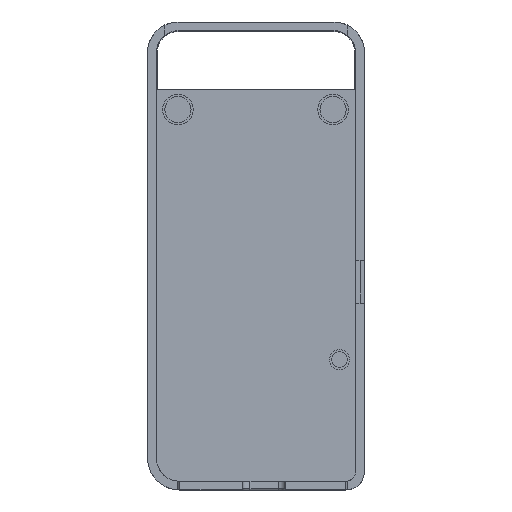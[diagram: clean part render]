
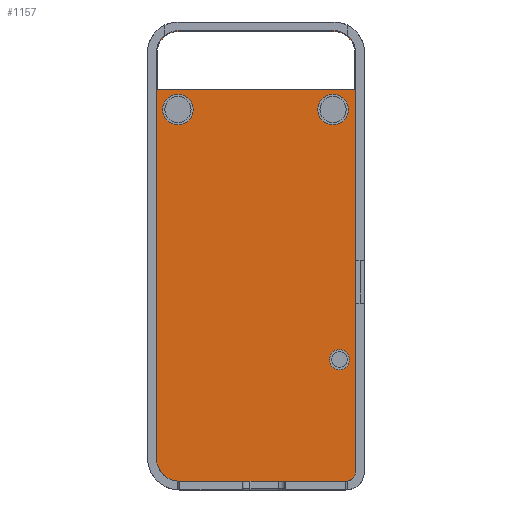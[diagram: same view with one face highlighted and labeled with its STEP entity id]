
A CAD part, top view. The second image highlights one B-rep face of the part: STEP entity #1157.
In plain terms, the highlighted planar face has unit normal (0, 0, 1).
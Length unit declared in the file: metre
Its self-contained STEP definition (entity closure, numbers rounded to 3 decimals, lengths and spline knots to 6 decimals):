
#57=CIRCLE('',#1242,0.005);
#59=CIRCLE('',#1246,0.005387);
#62=CIRCLE('',#1252,0.002283);
#63=CIRCLE('',#1256,0.005);
#64=CIRCLE('',#1258,0.0048);
#65=CIRCLE('',#1259,0.0048);
#66=CIRCLE('',#1260,0.0023);
#67=CIRCLE('',#1261,0.0035);
#68=CIRCLE('',#1262,0.0035);
#174=ORIENTED_EDGE('',*,*,#498,.F.);
#175=ORIENTED_EDGE('',*,*,#499,.F.);
#176=ORIENTED_EDGE('',*,*,#500,.F.);
#177=ORIENTED_EDGE('',*,*,#501,.F.);
#178=ORIENTED_EDGE('',*,*,#502,.F.);
#179=ORIENTED_EDGE('',*,*,#503,.F.);
#180=ORIENTED_EDGE('',*,*,#504,.F.);
#181=ORIENTED_EDGE('',*,*,#505,.F.);
#182=ORIENTED_EDGE('',*,*,#506,.F.);
#183=ORIENTED_EDGE('',*,*,#466,.F.);
#184=ORIENTED_EDGE('',*,*,#474,.F.);
#185=ORIENTED_EDGE('',*,*,#459,.F.);
#186=ORIENTED_EDGE('',*,*,#478,.F.);
#187=ORIENTED_EDGE('',*,*,#487,.F.);
#188=ORIENTED_EDGE('',*,*,#490,.F.);
#189=ORIENTED_EDGE('',*,*,#494,.F.);
#190=ORIENTED_EDGE('',*,*,#497,.F.);
#459=EDGE_CURVE('',#627,#625,#735,.T.);
#466=EDGE_CURVE('',#634,#635,#742,.T.);
#474=EDGE_CURVE('',#625,#634,#57,.T.);
#478=EDGE_CURVE('',#643,#627,#59,.T.);
#487=EDGE_CURVE('',#651,#643,#755,.F.);
#490=EDGE_CURVE('',#652,#651,#62,.F.);
#494=EDGE_CURVE('',#655,#652,#760,.T.);
#497=EDGE_CURVE('',#635,#655,#63,.T.);
#498=EDGE_CURVE('',#656,#657,#762,.T.);
#499=EDGE_CURVE('',#658,#656,#64,.T.);
#500=EDGE_CURVE('',#659,#658,#763,.T.);
#501=EDGE_CURVE('',#660,#659,#65,.T.);
#502=EDGE_CURVE('',#661,#660,#764,.T.);
#503=EDGE_CURVE('',#657,#661,#765,.T.);
#504=EDGE_CURVE('',#662,#662,#66,.F.);
#505=EDGE_CURVE('',#663,#663,#67,.F.);
#506=EDGE_CURVE('',#664,#664,#68,.F.);
#625=VERTEX_POINT('',#1775);
#627=VERTEX_POINT('',#1779);
#634=VERTEX_POINT('',#1794);
#635=VERTEX_POINT('',#1796);
#643=VERTEX_POINT('',#1818);
#651=VERTEX_POINT('',#1836);
#652=VERTEX_POINT('',#1841);
#655=VERTEX_POINT('',#1849);
#656=VERTEX_POINT('',#1857);
#657=VERTEX_POINT('',#1858);
#658=VERTEX_POINT('',#1860);
#659=VERTEX_POINT('',#1862);
#660=VERTEX_POINT('',#1864);
#661=VERTEX_POINT('',#1866);
#662=VERTEX_POINT('',#1869);
#663=VERTEX_POINT('',#1871);
#664=VERTEX_POINT('',#1873);
#735=LINE('',#1780,#841);
#742=LINE('',#1795,#848);
#755=LINE('',#1837,#861);
#760=LINE('',#1850,#866);
#762=LINE('',#1856,#868);
#763=LINE('',#1861,#869);
#764=LINE('',#1865,#870);
#765=LINE('',#1867,#871);
#841=VECTOR('',#1395,1.);
#848=VECTOR('',#1404,1.);
#861=VECTOR('',#1441,1.);
#866=VECTOR('',#1454,1.);
#868=VECTOR('',#1464,1.);
#869=VECTOR('',#1467,1.);
#870=VECTOR('',#1470,1.);
#871=VECTOR('',#1471,1.);
#945=EDGE_LOOP('',(#174,#175,#176,#177,#178,#179));
#946=EDGE_LOOP('',(#180));
#947=EDGE_LOOP('',(#181));
#948=EDGE_LOOP('',(#182));
#949=EDGE_LOOP('',(#183,#184,#185,#186,#187,#188,#189,#190));
#1031=FACE_BOUND('',#945,.T.);
#1032=FACE_BOUND('',#946,.T.);
#1033=FACE_BOUND('',#947,.T.);
#1034=FACE_BOUND('',#948,.T.);
#1035=FACE_BOUND('',#949,.T.);
#1112=PLANE('',#1257);
#1157=ADVANCED_FACE('',(#1031,#1032,#1033,#1034,#1035),#1112,.F.);
#1242=AXIS2_PLACEMENT_3D('',#1811,#1418,#1419);
#1246=AXIS2_PLACEMENT_3D('',#1819,#1427,#1428);
#1252=AXIS2_PLACEMENT_3D('',#1842,#1447,#1448);
#1256=AXIS2_PLACEMENT_3D('',#1854,#1460,#1461);
#1257=AXIS2_PLACEMENT_3D('',#1855,#1462,#1463);
#1258=AXIS2_PLACEMENT_3D('',#1859,#1465,#1466);
#1259=AXIS2_PLACEMENT_3D('',#1863,#1468,#1469);
#1260=AXIS2_PLACEMENT_3D('',#1868,#1472,#1473);
#1261=AXIS2_PLACEMENT_3D('',#1870,#1474,#1475);
#1262=AXIS2_PLACEMENT_3D('',#1872,#1476,#1477);
#1395=DIRECTION('',(0.,1.,0.));
#1404=DIRECTION('',(1.,0.,0.));
#1418=DIRECTION('',(0.,0.,-1.));
#1419=DIRECTION('',(-1.,0.,0.));
#1427=DIRECTION('',(0.,0.,-1.));
#1428=DIRECTION('',(0.,-1.,0.));
#1441=DIRECTION('',(1.,0.,0.));
#1447=DIRECTION('',(0.,0.,1.));
#1448=DIRECTION('',(0.,-1.,0.));
#1454=DIRECTION('',(0.,-1.,0.));
#1460=DIRECTION('',(0.,0.,-1.));
#1461=DIRECTION('',(0.,1.,0.));
#1462=DIRECTION('',(0.,0.,-1.));
#1463=DIRECTION('',(1.,0.,0.));
#1464=DIRECTION('',(0.,-1.,0.));
#1465=DIRECTION('',(0.,0.,1.));
#1466=DIRECTION('',(1.,0.,0.));
#1467=DIRECTION('',(-1.,0.,0.));
#1468=DIRECTION('',(0.,0.,1.));
#1469=DIRECTION('',(1.,0.,0.));
#1470=DIRECTION('',(0.,1.,0.));
#1471=DIRECTION('',(1.,0.,0.));
#1472=DIRECTION('',(0.,0.,-1.));
#1473=DIRECTION('',(-1.,0.,0.));
#1474=DIRECTION('',(0.,0.,-1.));
#1475=DIRECTION('',(-1.,0.,0.));
#1476=DIRECTION('',(0.,0.,-1.));
#1477=DIRECTION('',(-1.,0.,0.));
#1775=CARTESIAN_POINT('',(-0.036792,0.058103,-0.0039));
#1779=CARTESIAN_POINT('',(-0.036792,-0.034907,-0.0039));
#1780=CARTESIAN_POINT('',(-0.036792,0.005105,-0.0039));
#1794=CARTESIAN_POINT('',(-0.031792,0.063103,-0.0039));
#1795=CARTESIAN_POINT('',(-0.013905,0.063103,-0.0039));
#1796=CARTESIAN_POINT('',(0.003982,0.063103,-0.0039));
#1811=CARTESIAN_POINT('',(-0.031792,0.058103,-0.0039));
#1818=CARTESIAN_POINT('',(-0.031405,-0.040294,-0.0039));
#1819=CARTESIAN_POINT('',(-0.031405,-0.034907,-0.0039));
#1836=CARTESIAN_POINT('',(0.0067,-0.040294,-0.0039));
#1837=CARTESIAN_POINT('',(-0.012811,-0.040294,-0.0039));
#1841=CARTESIAN_POINT('',(0.008982,-0.038011,-0.0039));
#1842=CARTESIAN_POINT('',(0.0067,-0.038011,-0.0039));
#1849=CARTESIAN_POINT('',(0.008982,0.058103,-0.0039));
#1850=CARTESIAN_POINT('',(0.008982,0.045116,-0.0039));
#1854=CARTESIAN_POINT('',(0.003982,0.058103,-0.0039));
#1855=CARTESIAN_POINT('',(-0.013905,0.011405,-0.0039));
#1856=CARTESIAN_POINT('',(-0.036592,0.053879,-0.0039));
#1857=CARTESIAN_POINT('',(-0.036592,0.058103,-0.0039));
#1858=CARTESIAN_POINT('',(-0.036592,0.049654,-0.0039));
#1859=CARTESIAN_POINT('',(-0.031792,0.058103,-0.0039));
#1860=CARTESIAN_POINT('',(-0.031792,0.062903,-0.0039));
#1861=CARTESIAN_POINT('',(-0.013905,0.062903,-0.0039));
#1862=CARTESIAN_POINT('',(0.003982,0.062903,-0.0039));
#1863=CARTESIAN_POINT('',(0.003982,0.058103,-0.0039));
#1864=CARTESIAN_POINT('',(0.008782,0.058103,-0.0039));
#1865=CARTESIAN_POINT('',(0.008782,0.053879,-0.0039));
#1866=CARTESIAN_POINT('',(0.008782,0.049654,-0.0039));
#1867=CARTESIAN_POINT('',(-0.013905,0.049654,-0.0039));
#1868=CARTESIAN_POINT('',(0.005251,-0.012368,-0.0039));
#1869=CARTESIAN_POINT('',(0.002951,-0.012368,-0.0039));
#1870=CARTESIAN_POINT('',(0.003782,0.045007,-0.0039));
#1871=CARTESIAN_POINT('',(0.000282,0.045007,-0.0039));
#1872=CARTESIAN_POINT('',(-0.031818,0.045007,-0.0039));
#1873=CARTESIAN_POINT('',(-0.035318,0.045007,-0.0039));
